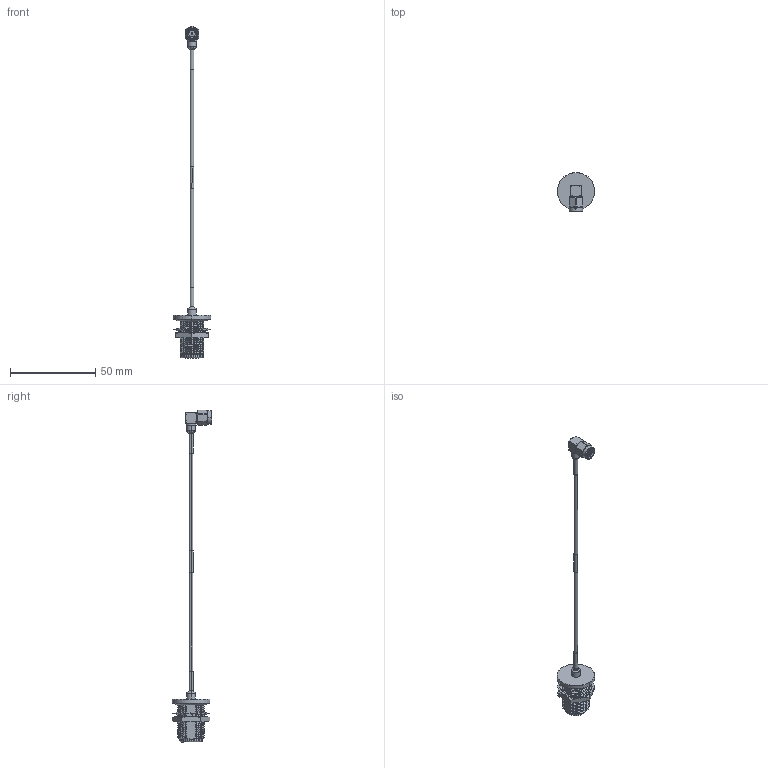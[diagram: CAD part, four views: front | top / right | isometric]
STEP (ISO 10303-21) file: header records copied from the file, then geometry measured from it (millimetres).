
FILE_DESCRIPTION (( 'STEP AP214' ), '1' );
FILE_NAME ('LCCA30546.step', '2020-06-19T21:07:51', ( '' ), ( '' ), 'SwSTEP 2.0', 'SolidWorks 2018', '' );
FILE_SCHEMA (( 'AUTOMOTIVE_DESIGN' ));
Length unit declared in the file: inch
Products named in the file (6): LCCN3044_HS; LCCN3056; LC085TB (085 FORMABLE); LCCN3044; LCCA30546; 1AW01-002_.08 ID
Assembly tree (6 placements, depth 2):
  LCCA30546
    LC085TB (085 FORMABLE)
    1AW01-002_.08 ID
    LCCN3056
    LCCN3044_HS  x2
    LCCN3044
Bounding box: 22 x 23.06 x 194.26 mm (x, y, z)
Volume: 6134.7 mm3; surface area: 6615.2 mm2
Topology: 11 solids, 11 shells, 585 faces, 1619 edges, 1069 vertices
Faces by surface type: plane 196, bspline 163, cylinder 159, cone 57, torus 10
Entity records: 96501 total; most frequent: CARTESIAN_POINT 82898, ORIENTED_EDGE 3206, DIRECTION 2027, EDGE_CURVE 1603, VERTEX_POINT 1061, VECTOR 693, LINE 693, AXIS2_PLACEMENT_3D 667
